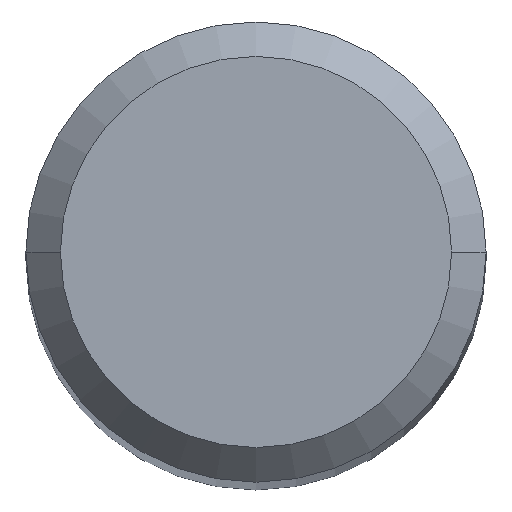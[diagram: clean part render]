
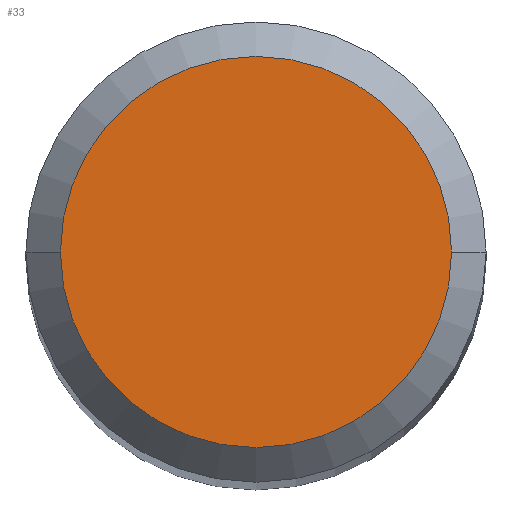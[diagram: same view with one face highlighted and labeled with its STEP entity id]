
A CAD part, top view. The second image highlights one B-rep face of the part: STEP entity #33.
In plain terms, the highlighted planar face has unit normal (0, 0, 1).
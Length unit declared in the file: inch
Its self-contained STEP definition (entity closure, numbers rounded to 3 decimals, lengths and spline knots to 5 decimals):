
#12 = DIRECTION ( 'NONE',  ( 0., 0., -1. ) ) ;
#13 = CARTESIAN_POINT ( 'NONE',  ( 0., 0., 0. ) ) ;
#19 = AXIS2_PLACEMENT_3D ( 'NONE', #13, #310, #459 ) ;
#33 = ADVANCED_FACE ( 'NONE', ( #442 ), #242, .F. ) ;
#50 = AXIS2_PLACEMENT_3D ( 'NONE', #445, #12, #308 ) ;
#52 = VERTEX_POINT ( 'NONE', #237 ) ;
#78 = EDGE_CURVE ( 'NONE', #52, #141, #320, .T. ) ;
#102 = CIRCLE ( 'NONE', #19, 0.10039 ) ;
#125 = CARTESIAN_POINT ( 'NONE',  ( 0., 0., 0. ) ) ;
#141 = VERTEX_POINT ( 'NONE', #307 ) ;
#153 = DIRECTION ( 'NONE',  ( 1., 0., 0. ) ) ;
#194 = ORIENTED_EDGE ( 'NONE', *, *, #78, .T. ) ;
#224 = ORIENTED_EDGE ( 'NONE', *, *, #343, .T. ) ;
#237 = CARTESIAN_POINT ( 'NONE',  ( -0.10039, 0., 0. ) ) ;
#242 = PLANE ( 'NONE',  #50 ) ;
#243 = AXIS2_PLACEMENT_3D ( 'NONE', #125, #309, #153 ) ;
#307 = CARTESIAN_POINT ( 'NONE',  ( 0.10039, 0., 0. ) ) ;
#308 = DIRECTION ( 'NONE',  ( -1., 0., 0. ) ) ;
#309 = DIRECTION ( 'NONE',  ( 0., 0., 1. ) ) ;
#310 = DIRECTION ( 'NONE',  ( 0., 0., 1. ) ) ;
#320 = CIRCLE ( 'NONE', #243, 0.10039 ) ;
#342 = EDGE_LOOP ( 'NONE', ( #194, #224 ) ) ;
#343 = EDGE_CURVE ( 'NONE', #141, #52, #102, .T. ) ;
#442 = FACE_OUTER_BOUND ( 'NONE', #342, .T. ) ;
#445 = CARTESIAN_POINT ( 'NONE',  ( 0., 0., 0. ) ) ;
#459 = DIRECTION ( 'NONE',  ( 1., 0., 0. ) ) ;
